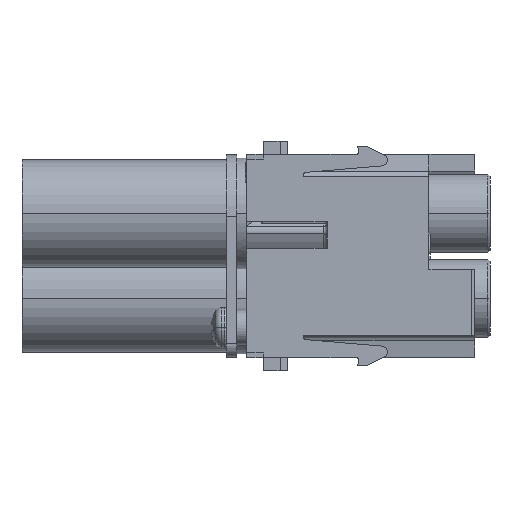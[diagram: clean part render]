
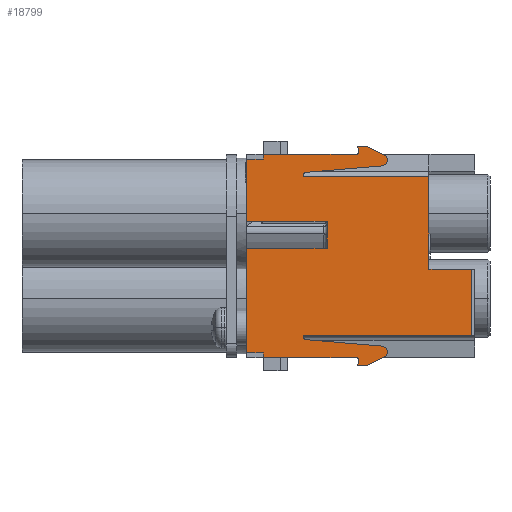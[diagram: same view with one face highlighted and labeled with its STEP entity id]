
A CAD part, left-side view. The second image highlights one B-rep face of the part: STEP entity #18799.
In plain terms, the highlighted planar face has unit normal (-1, 0, 0).
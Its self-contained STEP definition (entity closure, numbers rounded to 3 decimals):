
#257=DIRECTION('',(0.,0.,1.));
#258=VECTOR('',#257,9.3);
#259=CARTESIAN_POINT('',(-14.65,0.,5.15));
#260=LINE('',#259,#258);
#342=DIRECTION('',(0.,0.,1.));
#343=VECTOR('',#342,15.6);
#344=CARTESIAN_POINT('',(-14.65,0.,-14.45));
#345=LINE('',#344,#343);
#4621=DIRECTION('',(0.,0.,-1.));
#4622=VECTOR('',#4621,9.85);
#4623=CARTESIAN_POINT('',(-14.65,-33.5,-1.95));
#4624=LINE('',#4623,#4622);
#4625=DIRECTION('',(0.,-1.,0.));
#4626=VECTOR('',#4625,25.);
#4627=CARTESIAN_POINT('',(-14.65,-8.5,-11.8));
#4628=LINE('',#4627,#4626);
#4629=DIRECTION('',(0.,0.,1.));
#4630=VECTOR('',#4629,0.374);
#4631=CARTESIAN_POINT('',(-14.65,-8.5,-12.174));
#4632=LINE('',#4631,#4630);
#4633=CARTESIAN_POINT('',(-14.65,-8.8,-12.174));
#4634=DIRECTION('',(1.,0.,0.));
#4635=DIRECTION('',(0.,0.084,-0.996));
#4636=AXIS2_PLACEMENT_3D('',#4633,#4634,#4635);
#4638=DIRECTION('',(0.,0.996,0.084));
#4639=VECTOR('',#4638,11.44);
#4640=CARTESIAN_POINT('',(-14.65,-20.174,-13.43));
#4641=LINE('',#4640,#4639);
#4642=CARTESIAN_POINT('',(-14.65,-20.1,-14.317));
#4643=DIRECTION('',(-1.,0.,0.));
#4644=DIRECTION('',(0.,-0.423,-0.906));
#4645=AXIS2_PLACEMENT_3D('',#4642,#4643,#4644);
#4647=DIRECTION('',(0.,-0.906,0.423));
#4648=VECTOR('',#4647,3.023);
#4649=CARTESIAN_POINT('',(-14.65,-17.736,-16.4));
#4650=LINE('',#4649,#4648);
#4651=DIRECTION('',(0.,-1.,0.));
#4652=VECTOR('',#4651,1.2);
#4653=CARTESIAN_POINT('',(-14.65,-16.536,-16.4));
#4654=LINE('',#4653,#4652);
#4655=DIRECTION('',(0.,0.259,-0.966));
#4656=VECTOR('',#4655,0.773);
#4657=CARTESIAN_POINT('',(-14.65,-16.736,-15.654));
#4658=LINE('',#4657,#4656);
#4659=CARTESIAN_POINT('',(-14.65,-16.35,-15.55));
#4660=DIRECTION('',(1.,0.,0.));
#4661=DIRECTION('',(0.,0.,1.));
#4662=AXIS2_PLACEMENT_3D('',#4659,#4660,#4661);
#4664=DIRECTION('',(0.,0.,1.));
#4665=VECTOR('',#4664,0.7);
#4666=CARTESIAN_POINT('',(-14.65,-2.5,-15.15));
#4667=LINE('',#4666,#4665);
#4668=DIRECTION('',(0.,-1.,0.));
#4669=VECTOR('',#4668,2.5);
#4670=CARTESIAN_POINT('',(-14.65,0.,-14.45));
#4671=LINE('',#4670,#4669);
#4672=DIRECTION('',(0.,-1.,0.));
#4673=VECTOR('',#4672,12.);
#4674=CARTESIAN_POINT('',(-14.65,0.,1.15));
#4675=LINE('',#4674,#4673);
#4676=DIRECTION('',(0.,0.,-1.));
#4677=VECTOR('',#4676,4.);
#4678=CARTESIAN_POINT('',(-14.65,-12.,5.15));
#4679=LINE('',#4678,#4677);
#4680=DIRECTION('',(0.,-1.,0.));
#4681=VECTOR('',#4680,12.);
#4682=CARTESIAN_POINT('',(-14.65,0.,5.15));
#4683=LINE('',#4682,#4681);
#4684=DIRECTION('',(0.,-1.,0.));
#4685=VECTOR('',#4684,2.5);
#4686=CARTESIAN_POINT('',(-14.65,0.,14.45));
#4687=LINE('',#4686,#4685);
#4688=DIRECTION('',(0.,0.,1.));
#4689=VECTOR('',#4688,0.7);
#4690=CARTESIAN_POINT('',(-14.65,-2.5,14.45));
#4691=LINE('',#4690,#4689);
#4692=CARTESIAN_POINT('',(-14.65,-16.35,15.55));
#4693=DIRECTION('',(1.,0.,0.));
#4694=DIRECTION('',(0.,-0.966,0.259));
#4695=AXIS2_PLACEMENT_3D('',#4692,#4693,#4694);
#4697=DIRECTION('',(0.,-0.259,-0.966));
#4698=VECTOR('',#4697,0.773);
#4699=CARTESIAN_POINT('',(-14.65,-16.536,16.4));
#4700=LINE('',#4699,#4698);
#4701=DIRECTION('',(0.,1.,0.));
#4702=VECTOR('',#4701,1.2);
#4703=CARTESIAN_POINT('',(-14.65,-17.736,16.4));
#4704=LINE('',#4703,#4702);
#4705=DIRECTION('',(0.,0.906,0.423));
#4706=VECTOR('',#4705,3.023);
#4707=CARTESIAN_POINT('',(-14.65,-20.476,15.123));
#4708=LINE('',#4707,#4706);
#4709=CARTESIAN_POINT('',(-14.65,-20.1,14.317));
#4710=DIRECTION('',(-1.,0.,0.));
#4711=DIRECTION('',(0.,-0.084,-0.996));
#4712=AXIS2_PLACEMENT_3D('',#4709,#4710,#4711);
#4714=DIRECTION('',(0.,-0.996,0.084));
#4715=VECTOR('',#4714,11.44);
#4716=CARTESIAN_POINT('',(-14.65,-8.775,12.473));
#4717=LINE('',#4716,#4715);
#4718=CARTESIAN_POINT('',(-14.65,-8.8,12.174));
#4719=DIRECTION('',(1.,0.,0.));
#4720=DIRECTION('',(0.,1.,0.));
#4721=AXIS2_PLACEMENT_3D('',#4718,#4719,#4720);
#4723=DIRECTION('',(0.,0.,1.));
#4724=VECTOR('',#4723,0.374);
#4725=CARTESIAN_POINT('',(-14.65,-8.5,11.8));
#4726=LINE('',#4725,#4724);
#4727=DIRECTION('',(0.,-1.,0.));
#4728=VECTOR('',#4727,18.7);
#4729=CARTESIAN_POINT('',(-14.65,-8.5,11.8));
#4730=LINE('',#4729,#4728);
#4731=DIRECTION('',(0.,0.,1.));
#4732=VECTOR('',#4731,13.75);
#4733=CARTESIAN_POINT('',(-14.65,-27.2,-1.95));
#4734=LINE('',#4733,#4732);
#4735=DIRECTION('',(0.,1.,0.));
#4736=VECTOR('',#4735,6.3);
#4737=CARTESIAN_POINT('',(-14.65,-33.5,-1.95));
#4738=LINE('',#4737,#4736);
#8210=DIRECTION('',(0.,-1.,0.));
#8211=VECTOR('',#8210,13.85);
#8212=CARTESIAN_POINT('',(-14.65,-2.5,-15.15));
#8213=LINE('',#8212,#8211);
#8468=DIRECTION('',(0.,1.,0.));
#8469=VECTOR('',#8468,13.85);
#8470=CARTESIAN_POINT('',(-14.65,-16.35,15.15));
#8471=LINE('',#8470,#8469);
#10958=CARTESIAN_POINT('',(-14.65,0.,1.15));
#10959=VERTEX_POINT('',#10958);
#10960=CARTESIAN_POINT('',(-14.65,0.,5.15));
#10962=VERTEX_POINT('',#10960);
#10964=CARTESIAN_POINT('',(-14.65,-12.,5.15));
#10965=CARTESIAN_POINT('',(-14.65,-12.,1.15));
#10966=VERTEX_POINT('',#10964);
#10967=VERTEX_POINT('',#10965);
#11040=CARTESIAN_POINT('',(-14.65,0.,-14.45));
#11042=VERTEX_POINT('',#11040);
#11058=CARTESIAN_POINT('',(-14.65,0.,14.45));
#11060=VERTEX_POINT('',#11058);
#11066=CARTESIAN_POINT('',(-14.65,-2.5,-15.15));
#11067=CARTESIAN_POINT('',(-14.65,-2.5,-14.45));
#11068=VERTEX_POINT('',#11066);
#11069=VERTEX_POINT('',#11067);
#11070=CARTESIAN_POINT('',(-14.65,-2.5,14.45));
#11071=CARTESIAN_POINT('',(-14.65,-2.5,15.15));
#11072=VERTEX_POINT('',#11070);
#11073=VERTEX_POINT('',#11071);
#11342=CARTESIAN_POINT('',(-14.65,-27.2,-1.95));
#11343=VERTEX_POINT('',#11342);
#11472=CARTESIAN_POINT('',(-14.65,-8.5,11.8));
#11473=CARTESIAN_POINT('',(-14.65,-27.2,11.8));
#11474=VERTEX_POINT('',#11472);
#11475=VERTEX_POINT('',#11473);
#11504=CARTESIAN_POINT('',(-14.65,-8.5,-11.8));
#11505=VERTEX_POINT('',#11504);
#11508=CARTESIAN_POINT('',(-14.65,-16.35,-15.15));
#11509=CARTESIAN_POINT('',(-14.65,-16.736,-15.654));
#11510=VERTEX_POINT('',#11508);
#11511=VERTEX_POINT('',#11509);
#11512=CARTESIAN_POINT('',(-14.65,-16.536,-16.4));
#11513=VERTEX_POINT('',#11512);
#11514=CARTESIAN_POINT('',(-14.65,-17.736,-16.4));
#11515=VERTEX_POINT('',#11514);
#11516=CARTESIAN_POINT('',(-14.65,-20.476,-15.123));
#11517=VERTEX_POINT('',#11516);
#11518=CARTESIAN_POINT('',(-14.65,-20.174,-13.43));
#11519=VERTEX_POINT('',#11518);
#11520=CARTESIAN_POINT('',(-14.65,-8.775,-12.473));
#11521=VERTEX_POINT('',#11520);
#11540=CARTESIAN_POINT('',(-14.65,-8.5,-12.174));
#11541=VERTEX_POINT('',#11540);
#11542=CARTESIAN_POINT('',(-14.65,-8.775,12.473));
#11543=CARTESIAN_POINT('',(-14.65,-20.174,13.43));
#11544=VERTEX_POINT('',#11542);
#11545=VERTEX_POINT('',#11543);
#11546=CARTESIAN_POINT('',(-14.65,-20.476,15.123));
#11547=VERTEX_POINT('',#11546);
#11548=CARTESIAN_POINT('',(-14.65,-17.736,16.4));
#11549=VERTEX_POINT('',#11548);
#11550=CARTESIAN_POINT('',(-14.65,-16.536,16.4));
#11551=VERTEX_POINT('',#11550);
#11552=CARTESIAN_POINT('',(-14.65,-16.736,15.654));
#11553=VERTEX_POINT('',#11552);
#11554=CARTESIAN_POINT('',(-14.65,-16.35,15.15));
#11555=VERTEX_POINT('',#11554);
#11574=CARTESIAN_POINT('',(-14.65,-8.5,12.174));
#11575=VERTEX_POINT('',#11574);
#11645=CARTESIAN_POINT('',(-14.65,-33.5,-11.8));
#11647=VERTEX_POINT('',#11645);
#11648=CARTESIAN_POINT('',(-14.65,-33.5,-1.95));
#11649=VERTEX_POINT('',#11648);
#18732=CARTESIAN_POINT('',(-14.65,0.,-15.15));
#18733=DIRECTION('',(-1.,0.,0.));
#18734=DIRECTION('',(0.,0.,1.));
#18735=AXIS2_PLACEMENT_3D('',#18732,#18733,#18734);
#18736=PLANE('',#18735);
#18738=ORIENTED_EDGE('',*,*,#18737,.T.);
#18740=ORIENTED_EDGE('',*,*,#18739,.F.);
#18742=ORIENTED_EDGE('',*,*,#18741,.F.);
#18744=ORIENTED_EDGE('',*,*,#18743,.F.);
#18746=ORIENTED_EDGE('',*,*,#18745,.F.);
#18748=ORIENTED_EDGE('',*,*,#18747,.F.);
#18750=ORIENTED_EDGE('',*,*,#18749,.F.);
#18752=ORIENTED_EDGE('',*,*,#18751,.F.);
#18754=ORIENTED_EDGE('',*,*,#18753,.F.);
#18756=ORIENTED_EDGE('',*,*,#18755,.F.);
#18758=ORIENTED_EDGE('',*,*,#18757,.F.);
#18760=ORIENTED_EDGE('',*,*,#18759,.T.);
#18762=ORIENTED_EDGE('',*,*,#18761,.F.);
#18763=ORIENTED_EDGE('',*,*,#13509,.T.);
#18765=ORIENTED_EDGE('',*,*,#18764,.T.);
#18767=ORIENTED_EDGE('',*,*,#18766,.F.);
#18769=ORIENTED_EDGE('',*,*,#18768,.F.);
#18770=ORIENTED_EDGE('',*,*,#13471,.T.);
#18772=ORIENTED_EDGE('',*,*,#18771,.T.);
#18774=ORIENTED_EDGE('',*,*,#18773,.T.);
#18776=ORIENTED_EDGE('',*,*,#18775,.F.);
#18778=ORIENTED_EDGE('',*,*,#18777,.F.);
#18780=ORIENTED_EDGE('',*,*,#18779,.F.);
#18782=ORIENTED_EDGE('',*,*,#18781,.F.);
#18784=ORIENTED_EDGE('',*,*,#18783,.F.);
#18786=ORIENTED_EDGE('',*,*,#18785,.F.);
#18788=ORIENTED_EDGE('',*,*,#18787,.F.);
#18790=ORIENTED_EDGE('',*,*,#18789,.F.);
#18792=ORIENTED_EDGE('',*,*,#18791,.F.);
#18793=ORIENTED_EDGE('',*,*,#18723,.T.);
#18794=ORIENTED_EDGE('',*,*,#18614,.F.);
#18796=ORIENTED_EDGE('',*,*,#18795,.F.);
#18797=EDGE_LOOP('',(#18738,#18740,#18742,#18744,#18746,#18748,#18750,#18752,
#18754,#18756,#18758,#18760,#18762,#18763,#18765,#18767,#18769,#18770,#18772,
#18774,#18776,#18778,#18780,#18782,#18784,#18786,#18788,#18790,#18792,#18793,
#18794,#18796));
#18798=FACE_OUTER_BOUND('',#18797,.F.);
#18799=ADVANCED_FACE('',(#18798),#18736,.T.);
#4637=CIRCLE('',#4636,0.3);
#4646=CIRCLE('',#4645,0.889);
#4663=CIRCLE('',#4662,0.4);
#4696=CIRCLE('',#4695,0.4);
#4713=CIRCLE('',#4712,0.889);
#4722=CIRCLE('',#4721,0.3);
#13471=EDGE_CURVE('',#10962,#11060,#260,.T.);
#13509=EDGE_CURVE('',#11042,#10959,#345,.T.);
#18614=EDGE_CURVE('',#11343,#11475,#4734,.T.);
#18723=EDGE_CURVE('',#11474,#11475,#4730,.T.);
#18737=EDGE_CURVE('',#11649,#11647,#4624,.T.);
#18739=EDGE_CURVE('',#11505,#11647,#4628,.T.);
#18741=EDGE_CURVE('',#11541,#11505,#4632,.T.);
#18743=EDGE_CURVE('',#11521,#11541,#4637,.T.);
#18745=EDGE_CURVE('',#11519,#11521,#4641,.T.);
#18747=EDGE_CURVE('',#11517,#11519,#4646,.T.);
#18749=EDGE_CURVE('',#11515,#11517,#4650,.T.);
#18751=EDGE_CURVE('',#11513,#11515,#4654,.T.);
#18753=EDGE_CURVE('',#11511,#11513,#4658,.T.);
#18755=EDGE_CURVE('',#11510,#11511,#4663,.T.);
#18757=EDGE_CURVE('',#11068,#11510,#8213,.T.);
#18759=EDGE_CURVE('',#11068,#11069,#4667,.T.);
#18761=EDGE_CURVE('',#11042,#11069,#4671,.T.);
#18764=EDGE_CURVE('',#10959,#10967,#4675,.T.);
#18766=EDGE_CURVE('',#10966,#10967,#4679,.T.);
#18768=EDGE_CURVE('',#10962,#10966,#4683,.T.);
#18771=EDGE_CURVE('',#11060,#11072,#4687,.T.);
#18773=EDGE_CURVE('',#11072,#11073,#4691,.T.);
#18775=EDGE_CURVE('',#11555,#11073,#8471,.T.);
#18777=EDGE_CURVE('',#11553,#11555,#4696,.T.);
#18779=EDGE_CURVE('',#11551,#11553,#4700,.T.);
#18781=EDGE_CURVE('',#11549,#11551,#4704,.T.);
#18783=EDGE_CURVE('',#11547,#11549,#4708,.T.);
#18785=EDGE_CURVE('',#11545,#11547,#4713,.T.);
#18787=EDGE_CURVE('',#11544,#11545,#4717,.T.);
#18789=EDGE_CURVE('',#11575,#11544,#4722,.T.);
#18791=EDGE_CURVE('',#11474,#11575,#4726,.T.);
#18795=EDGE_CURVE('',#11649,#11343,#4738,.T.);
